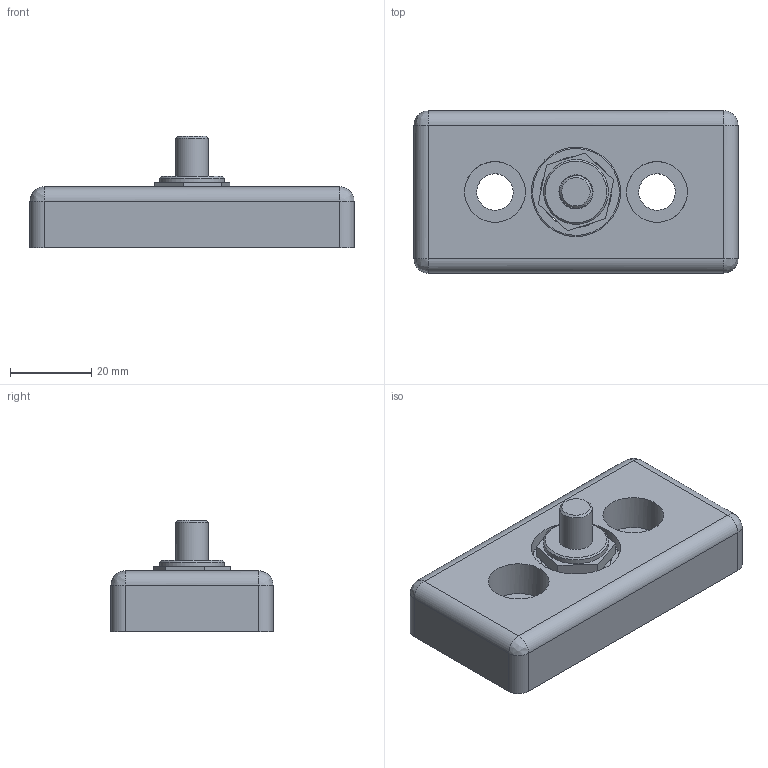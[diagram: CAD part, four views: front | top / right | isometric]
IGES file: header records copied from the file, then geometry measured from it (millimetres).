
Global section: file name: SZ3500V_A; native system: Autodesk Inventor 2015; preprocessor: unknown; author: Behrens; date: 20151118.143410; units: millimetre
Bounding box: 80 x 40 x 27.5 mm (x, y, z)
Volume: 41748.7 mm3; surface area: 14579.1 mm2
Topology: 4 solids, 4 shells, 80 faces, 235 edges, 155 vertices
Faces by surface type: bspline 80
